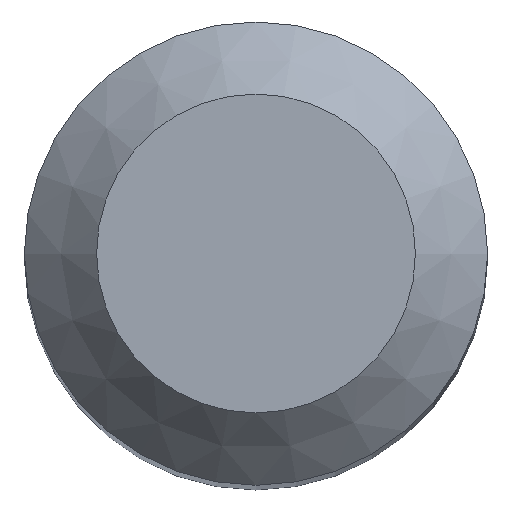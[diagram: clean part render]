
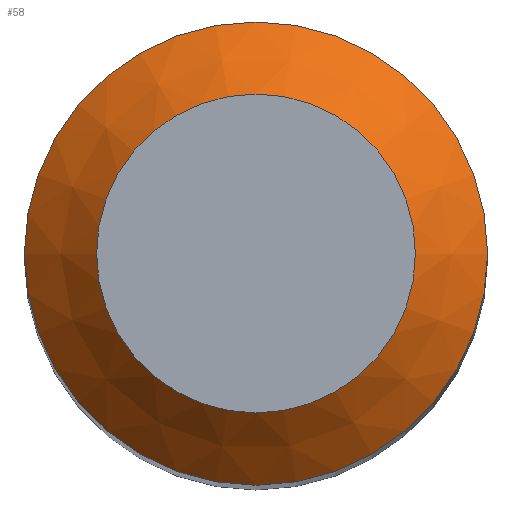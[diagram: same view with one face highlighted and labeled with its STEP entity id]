
A CAD part, top view. The second image highlights one B-rep face of the part: STEP entity #58.
In plain terms, the highlighted conical face has half-angle 45 degrees and reference radius 3 mm.
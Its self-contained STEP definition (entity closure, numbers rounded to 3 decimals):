
#58=ADVANCED_FACE('',(#80,#81),#67,.T.);
#67=CONICAL_SURFACE('',#217,3.,45.);
#80=FACE_BOUND('',#99,.T.);
#81=FACE_BOUND('',#100,.T.);
#99=EDGE_LOOP('',(#119));
#100=EDGE_LOOP('',(#120));
#119=ORIENTED_EDGE('',*,*,#145,.T.);
#120=ORIENTED_EDGE('',*,*,#146,.F.);
#134=VERTEX_POINT('',#315);
#135=VERTEX_POINT('',#318);
#145=EDGE_CURVE('',#134,#134,#155,.T.);
#146=EDGE_CURVE('',#135,#135,#156,.T.);
#155=CIRCLE('',#214,2.065);
#156=CIRCLE('',#216,3.);
#214=AXIS2_PLACEMENT_3D('',#314,#255,#256);
#216=AXIS2_PLACEMENT_3D('',#317,#259,#260);
#217=AXIS2_PLACEMENT_3D('',#319,#261,#262);
#255=DIRECTION('',(0.,0.,-1.));
#256=DIRECTION('',(-1.,0.,0.));
#259=DIRECTION('',(0.,0.,-1.));
#260=DIRECTION('',(-1.,0.,0.));
#261=DIRECTION('',(0.,0.,-1.));
#262=DIRECTION('',(-1.,0.,0.));
#314=CARTESIAN_POINT('',(0.,0.,0.));
#315=CARTESIAN_POINT('',(-2.065,0.,0.));
#317=CARTESIAN_POINT('',(0.,0.,-0.935));
#318=CARTESIAN_POINT('',(-3.,0.,-0.935));
#319=CARTESIAN_POINT('',(0.,0.,-0.935));
